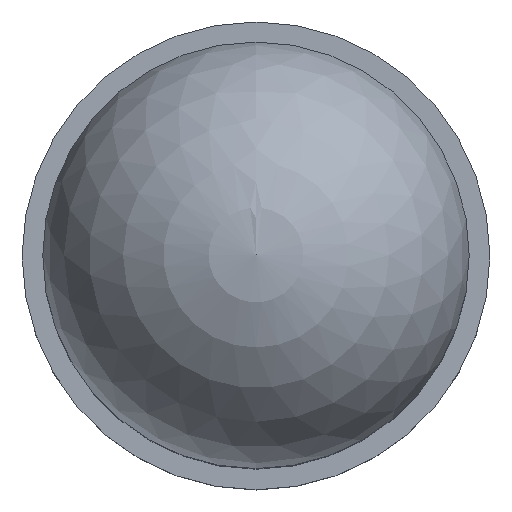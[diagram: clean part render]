
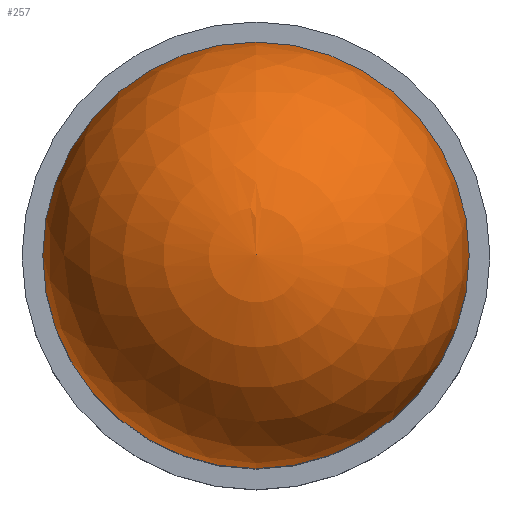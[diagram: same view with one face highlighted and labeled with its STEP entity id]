
A CAD part, top view. The second image highlights one B-rep face of the part: STEP entity #257.
In plain terms, the highlighted spherical face has radius 2.489 mm.
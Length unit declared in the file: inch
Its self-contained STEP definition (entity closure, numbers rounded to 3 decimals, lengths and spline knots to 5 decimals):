
#19=SPHERICAL_SURFACE('',#296,0.098);
#79=FACE_OUTER_BOUND('',#97,.T.);
#97=EDGE_LOOP('',(#186,#187,#188,#189,#190));
#113=CIRCLE('',#293,0.098);
#114=CIRCLE('',#294,0.098);
#115=CIRCLE('',#295,0.098);
#116=CIRCLE('',#297,0.098);
#120=VERTEX_POINT('',#398);
#121=VERTEX_POINT('',#399);
#122=VERTEX_POINT('',#401);
#123=VERTEX_POINT('',#406);
#144=EDGE_CURVE('',#120,#121,#113,.T.);
#145=EDGE_CURVE('',#122,#120,#114,.T.);
#147=EDGE_CURVE('',#121,#122,#115,.T.);
#148=EDGE_CURVE('',#121,#123,#116,.T.);
#186=ORIENTED_EDGE('',*,*,#144,.T.);
#187=ORIENTED_EDGE('',*,*,#148,.T.);
#188=ORIENTED_EDGE('',*,*,#148,.F.);
#189=ORIENTED_EDGE('',*,*,#147,.T.);
#190=ORIENTED_EDGE('',*,*,#145,.T.);
#257=ADVANCED_FACE('',(#79),#19,.T.);
#293=AXIS2_PLACEMENT_3D('',#400,#327,#328);
#294=AXIS2_PLACEMENT_3D('',#402,#329,#330);
#295=AXIS2_PLACEMENT_3D('',#404,#332,#333);
#296=AXIS2_PLACEMENT_3D('',#405,#334,#335);
#297=AXIS2_PLACEMENT_3D('',#407,#336,#337);
#327=DIRECTION('center_axis',(0.,0.,1.));
#328=DIRECTION('ref_axis',(1.,0.,0.));
#329=DIRECTION('center_axis',(0.,0.,1.));
#330=DIRECTION('ref_axis',(1.,0.,0.));
#332=DIRECTION('center_axis',(0.,0.,1.));
#333=DIRECTION('ref_axis',(1.,0.,0.));
#334=DIRECTION('center_axis',(0.,0.,-1.));
#335=DIRECTION('ref_axis',(0.,-1.,0.));
#336=DIRECTION('center_axis',(1.,0.,0.));
#337=DIRECTION('ref_axis',(0.,1.,0.));
#398=CARTESIAN_POINT('',(0.,0.00994,0.18985));
#399=CARTESIAN_POINT('',(0.,0.20594,0.18985));
#400=CARTESIAN_POINT('Origin',(0.,0.10794,0.18985));
#401=CARTESIAN_POINT('',(-0.098,0.10794,0.18985));
#402=CARTESIAN_POINT('Origin',(0.,0.10794,0.18985));
#404=CARTESIAN_POINT('Origin',(0.,0.10794,0.18985));
#405=CARTESIAN_POINT('Origin',(0.,0.10794,0.18985));
#406=CARTESIAN_POINT('',(0.,0.10794,0.28785));
#407=CARTESIAN_POINT('Origin',(0.,0.10794,0.18985));
